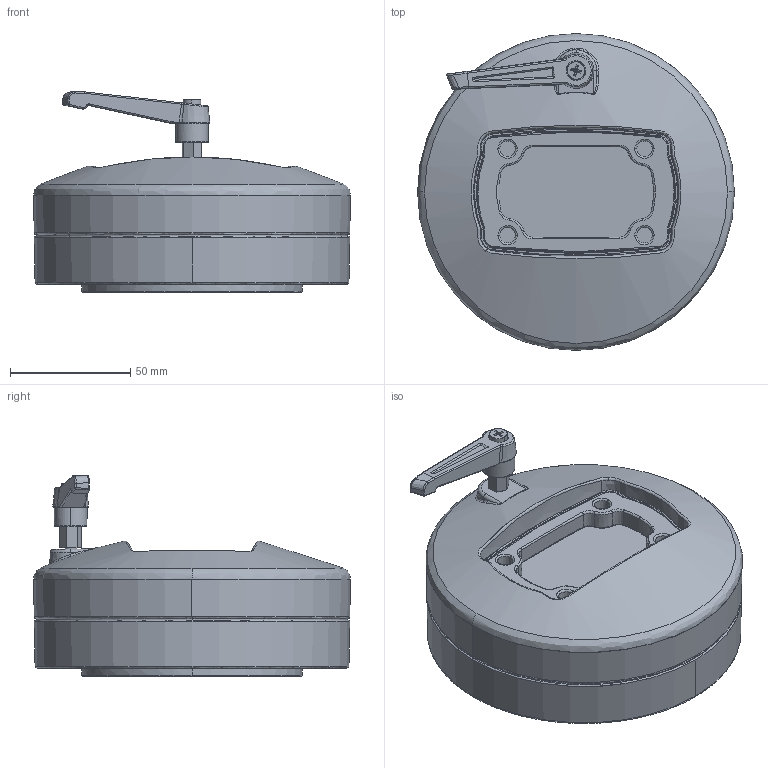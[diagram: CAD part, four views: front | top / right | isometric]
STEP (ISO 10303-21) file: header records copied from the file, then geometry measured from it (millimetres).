
FILE_DESCRIPTION (( 'STEP AP203' ), '1' );
FILE_NAME ('TK060.320.STEP', '2016-05-05T11:32:20', ( '' ), ( '' ), 'SwSTEP 2.0', 'SolidWorks 2013', '' );
FILE_SCHEMA (( 'CONFIG_CONTROL_DESIGN' ));
Length unit declared in the file: millimetre
Products named in the file (1): TK060.320
Bounding box: 131.92 x 131.92 x 83.68 mm (x, y, z)
Surface area: 106017.9 mm2 (no closed solid volume)
Topology: 0 solids, 17 shells, 1520 faces, 3508 edges, 2121 vertices
Faces by surface type: bspline 717, cone 451, plane 230, cylinder 122
Entity records: 72584 total; most frequent: CARTESIAN_POINT 41916, ORIENTED_EDGE 6992, DIRECTION 5783, EDGE_CURVE 3497, AXIS2_PLACEMENT_3D 2508, VERTEX_POINT 2121, CIRCLE 1704, EDGE_LOOP 1641
